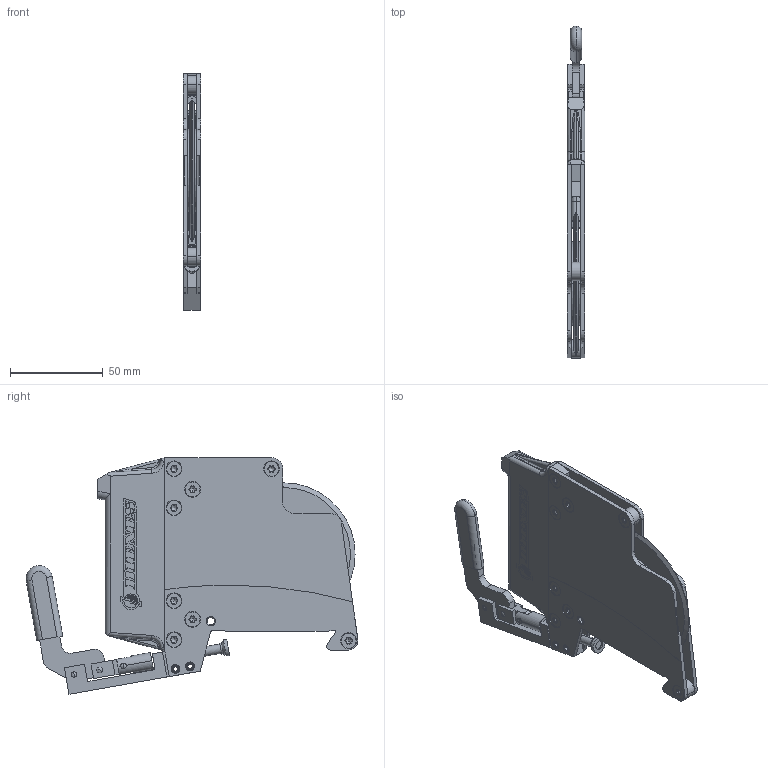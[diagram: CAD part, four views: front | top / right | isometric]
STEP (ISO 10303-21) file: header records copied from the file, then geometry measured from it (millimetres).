
FILE_DESCRIPTION (( 'STEP AP214' ), '1' );
FILE_NAME ('22430.STEP', '2022-06-22T17:16:25', ( '' ), ( '' ), 'SwSTEP 2.0', 'SolidWorks 2021', '' );
FILE_SCHEMA (( 'AUTOMOTIVE_DESIGN' ));
Length unit declared in the file: inch
Products named in the file (1): 22430
Bounding box: 9.48 x 178.65 x 127.32 mm (x, y, z)
Surface area: 62918.5 mm2 (no closed solid volume)
Topology: 0 solids, 59 shells, 691 faces, 2349 edges, 1693 vertices
Faces by surface type: cylinder 405, plane 177, cone 70, bspline 15, torus 12, sphere 12
Entity records: 35322 total; most frequent: CARTESIAN_POINT 5888, DIRECTION 4599, ORIENTED_EDGE 3676, EDGE_CURVE 2331, AXIS2_PLACEMENT_3D 1745, VERTEX_POINT 1693, VECTOR 1109, LINE 1109
